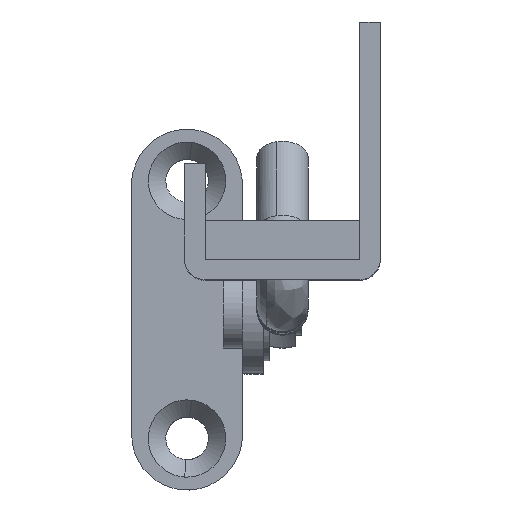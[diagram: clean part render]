
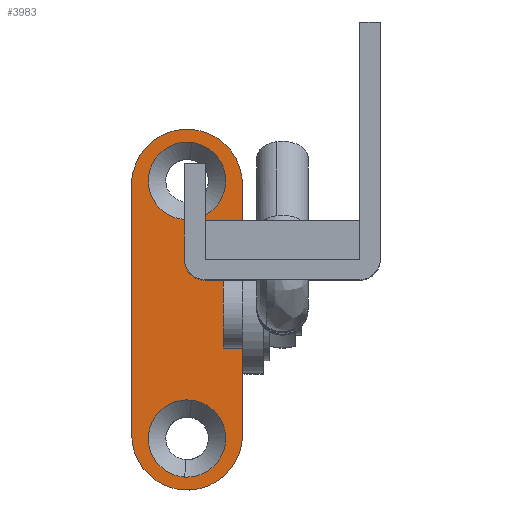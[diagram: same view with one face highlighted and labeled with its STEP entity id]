
A CAD part, top view. The second image highlights one B-rep face of the part: STEP entity #3983.
In plain terms, the highlighted free-form (B-spline) face has degree [1, 1] with [2, 2] control points.
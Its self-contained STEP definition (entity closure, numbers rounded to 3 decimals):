
#3065=CARTESIAN_POINT('',(0.354,12.979,1.6));
#3066=VERTEX_POINT('',#3065);
#3072=CARTESIAN_POINT('',(-3.0,10.0,1.6));
#3073=VERTEX_POINT('',#3072);
#3074=CARTESIAN_POINT('',(0.354,12.979,1.6));
#3075=CARTESIAN_POINT('',(0.178,13.,1.6));
#3076=CARTESIAN_POINT('',(0.0,13.0,1.6));
#3077=CARTESIAN_POINT('',(-3.0,13.,1.6));
#3078=CARTESIAN_POINT('',(-3.0,10.0,1.6));
#3086=(BOUNDED_CURVE()B_SPLINE_CURVE(2,(#3074,#3075,#3076,#3077,#3078),.UNSPECIFIED.,.F.,.U.)B_SPLINE_CURVE_WITH_KNOTS((3,2,3),(0.23,0.25,0.5),.UNSPECIFIED.)CURVE()GEOMETRIC_REPRESENTATION_ITEM()RATIONAL_B_SPLINE_CURVE((0.956,0.976,1.0,0.707,1.0))REPRESENTATION_ITEM(''));
#3087=EDGE_CURVE('',#3066,#3073,#3086,.T.);
#3089=CARTESIAN_POINT('',(-0.183,7.006,1.6));
#3090=VERTEX_POINT('',#3089);
#3091=CARTESIAN_POINT('',(-3.0,10.0,1.6));
#3092=CARTESIAN_POINT('',(-3.,7.178,1.6));
#3093=CARTESIAN_POINT('',(-0.183,7.006,1.6));
#3101=(BOUNDED_CURVE()B_SPLINE_CURVE(2,(#3091,#3092,#3093),.UNSPECIFIED.,.F.,.U.)B_SPLINE_CURVE_WITH_KNOTS((3,3),(0.5,0.739),.UNSPECIFIED.)CURVE()GEOMETRIC_REPRESENTATION_ITEM()RATIONAL_B_SPLINE_CURVE((1.0,0.72,0.976))REPRESENTATION_ITEM(''));
#3102=EDGE_CURVE('',#3073,#3090,#3101,.T.);
#3136=CARTESIAN_POINT('',(3.0,10.0,1.6));
#3137=VERTEX_POINT('',#3136);
#3138=CARTESIAN_POINT('',(-0.183,7.006,1.6));
#3139=CARTESIAN_POINT('',(-0.092,7.,1.6));
#3140=CARTESIAN_POINT('',(0.0,7.0,1.6));
#3141=CARTESIAN_POINT('',(3.0,7.,1.6));
#3142=CARTESIAN_POINT('',(3.0,10.0,1.6));
#3150=(BOUNDED_CURVE()B_SPLINE_CURVE(2,(#3138,#3139,#3140,#3141,#3142),.UNSPECIFIED.,.F.,.U.)B_SPLINE_CURVE_WITH_KNOTS((3,2,3),(0.739,0.75,1.0),.UNSPECIFIED.)CURVE()GEOMETRIC_REPRESENTATION_ITEM()RATIONAL_B_SPLINE_CURVE((0.976,0.988,1.0,0.707,1.0))REPRESENTATION_ITEM(''));
#3151=EDGE_CURVE('',#3090,#3137,#3150,.T.);
#3153=CARTESIAN_POINT('',(3.0,10.0,1.6));
#3154=CARTESIAN_POINT('',(3.,12.665,1.6));
#3155=CARTESIAN_POINT('',(0.354,12.979,1.6));
#3163=(BOUNDED_CURVE()B_SPLINE_CURVE(2,(#3153,#3154,#3155),.UNSPECIFIED.,.F.,.U.)B_SPLINE_CURVE_WITH_KNOTS((3,3),(0.0,0.23),.UNSPECIFIED.)CURVE()GEOMETRIC_REPRESENTATION_ITEM()RATIONAL_B_SPLINE_CURVE((1.0,0.731,0.956))REPRESENTATION_ITEM(''));
#3164=EDGE_CURVE('',#3137,#3066,#3163,.T.);
#3409=CARTESIAN_POINT('',(0.354,-7.021,1.6));
#3410=VERTEX_POINT('',#3409);
#3416=CARTESIAN_POINT('',(-3.0,-10.0,1.6));
#3417=VERTEX_POINT('',#3416);
#3418=CARTESIAN_POINT('',(0.354,-7.021,1.6));
#3419=CARTESIAN_POINT('',(0.178,-7.0,1.6));
#3420=CARTESIAN_POINT('',(0.0,-7.0,1.6));
#3421=CARTESIAN_POINT('',(-3.0,-7.,1.6));
#3422=CARTESIAN_POINT('',(-3.0,-10.0,1.6));
#3430=(BOUNDED_CURVE()B_SPLINE_CURVE(2,(#3418,#3419,#3420,#3421,#3422),.UNSPECIFIED.,.F.,.U.)B_SPLINE_CURVE_WITH_KNOTS((3,2,3),(0.23,0.25,0.5),.UNSPECIFIED.)CURVE()GEOMETRIC_REPRESENTATION_ITEM()RATIONAL_B_SPLINE_CURVE((0.956,0.976,1.0,0.707,1.0))REPRESENTATION_ITEM(''));
#3431=EDGE_CURVE('',#3410,#3417,#3430,.T.);
#3433=CARTESIAN_POINT('',(-0.183,-12.994,1.6));
#3434=VERTEX_POINT('',#3433);
#3435=CARTESIAN_POINT('',(-3.0,-10.0,1.6));
#3436=CARTESIAN_POINT('',(-3.,-12.822,1.6));
#3437=CARTESIAN_POINT('',(-0.183,-12.994,1.6));
#3445=(BOUNDED_CURVE()B_SPLINE_CURVE(2,(#3435,#3436,#3437),.UNSPECIFIED.,.F.,.U.)B_SPLINE_CURVE_WITH_KNOTS((3,3),(0.5,0.739),.UNSPECIFIED.)CURVE()GEOMETRIC_REPRESENTATION_ITEM()RATIONAL_B_SPLINE_CURVE((1.0,0.72,0.976))REPRESENTATION_ITEM(''));
#3446=EDGE_CURVE('',#3417,#3434,#3445,.T.);
#3480=CARTESIAN_POINT('',(3.0,-10.0,1.6));
#3481=VERTEX_POINT('',#3480);
#3482=CARTESIAN_POINT('',(-0.183,-12.994,1.6));
#3483=CARTESIAN_POINT('',(-0.092,-13.,1.6));
#3484=CARTESIAN_POINT('',(0.0,-13.0,1.6));
#3485=CARTESIAN_POINT('',(3.0,-13.,1.6));
#3486=CARTESIAN_POINT('',(3.0,-10.0,1.6));
#3494=(BOUNDED_CURVE()B_SPLINE_CURVE(2,(#3482,#3483,#3484,#3485,#3486),.UNSPECIFIED.,.F.,.U.)B_SPLINE_CURVE_WITH_KNOTS((3,2,3),(0.739,0.75,1.0),.UNSPECIFIED.)CURVE()GEOMETRIC_REPRESENTATION_ITEM()RATIONAL_B_SPLINE_CURVE((0.976,0.988,1.0,0.707,1.0))REPRESENTATION_ITEM(''));
#3495=EDGE_CURVE('',#3434,#3481,#3494,.T.);
#3497=CARTESIAN_POINT('',(3.0,-10.0,1.6));
#3498=CARTESIAN_POINT('',(3.,-7.335,1.6));
#3499=CARTESIAN_POINT('',(0.354,-7.021,1.6));
#3507=(BOUNDED_CURVE()B_SPLINE_CURVE(2,(#3497,#3498,#3499),.UNSPECIFIED.,.F.,.U.)B_SPLINE_CURVE_WITH_KNOTS((3,3),(0.0,0.23),.UNSPECIFIED.)CURVE()GEOMETRIC_REPRESENTATION_ITEM()RATIONAL_B_SPLINE_CURVE((1.0,0.731,0.956))REPRESENTATION_ITEM(''));
#3508=EDGE_CURVE('',#3481,#3410,#3507,.T.);
#3624=CARTESIAN_POINT('',(4.3,5.,1.6));
#3625=VERTEX_POINT('',#3624);
#3661=CARTESIAN_POINT('',(4.3,-5.0,1.6));
#3662=VERTEX_POINT('',#3661);
#3721=CARTESIAN_POINT('',(4.3,-5.0,1.6));
#3722=CARTESIAN_POINT('',(4.3,5.,1.6));
#3723=QUASI_UNIFORM_CURVE('',1,(#3721,#3722),.UNSPECIFIED.,.F.,.U.);
#3724=EDGE_CURVE('',#3662,#3625,#3723,.T.);
#3777=CARTESIAN_POINT('',(-4.3,9.7,1.6));
#3778=VERTEX_POINT('',#3777);
#3784=CARTESIAN_POINT('',(4.3,9.7,1.6));
#3785=VERTEX_POINT('',#3784);
#3786=CARTESIAN_POINT('',(4.3,9.7,1.6));
#3787=CARTESIAN_POINT('',(4.3,12.183,1.6));
#3788=CARTESIAN_POINT('',(2.15,13.424,1.6));
#3789=CARTESIAN_POINT('',(0.,14.665,1.6));
#3790=CARTESIAN_POINT('',(-2.15,13.424,1.6));
#3791=CARTESIAN_POINT('',(-4.3,12.183,1.6));
#3792=CARTESIAN_POINT('',(-4.3,9.7,1.6));
#3800=(BOUNDED_CURVE()B_SPLINE_CURVE(2,(#3786,#3787,#3788,#3789,#3790,#3791,#3792),.UNSPECIFIED.,.F.,.U.)B_SPLINE_CURVE_WITH_KNOTS((3,2,2,3),(0.0,0.333,0.667,1.0),.UNSPECIFIED.)CURVE()GEOMETRIC_REPRESENTATION_ITEM()RATIONAL_B_SPLINE_CURVE((1.0,0.866,1.0,0.866,1.0,0.866,1.0))REPRESENTATION_ITEM(''));
#3801=EDGE_CURVE('',#3785,#3778,#3800,.T.);
#3823=CARTESIAN_POINT('',(4.3,5.,1.6));
#3824=CARTESIAN_POINT('',(4.3,9.7,1.6));
#3825=QUASI_UNIFORM_CURVE('',1,(#3823,#3824),.UNSPECIFIED.,.F.,.U.);
#3826=EDGE_CURVE('',#3625,#3785,#3825,.T.);
#3870=CARTESIAN_POINT('',(4.3,-9.7,1.6));
#3871=VERTEX_POINT('',#3870);
#3877=CARTESIAN_POINT('',(-4.3,-9.7,1.6));
#3878=VERTEX_POINT('',#3877);
#3879=CARTESIAN_POINT('',(-4.3,-9.7,1.6));
#3880=CARTESIAN_POINT('',(-4.3,-12.183,1.6));
#3881=CARTESIAN_POINT('',(-2.15,-13.424,1.6));
#3882=CARTESIAN_POINT('',(0.,-14.665,1.6));
#3883=CARTESIAN_POINT('',(2.15,-13.424,1.6));
#3884=CARTESIAN_POINT('',(4.3,-12.183,1.6));
#3885=CARTESIAN_POINT('',(4.3,-9.7,1.6));
#3893=(BOUNDED_CURVE()B_SPLINE_CURVE(2,(#3879,#3880,#3881,#3882,#3883,#3884,#3885),.UNSPECIFIED.,.F.,.U.)B_SPLINE_CURVE_WITH_KNOTS((3,2,2,3),(0.0,0.333,0.667,1.0),.UNSPECIFIED.)CURVE()GEOMETRIC_REPRESENTATION_ITEM()RATIONAL_B_SPLINE_CURVE((1.0,0.866,1.0,0.866,1.0,0.866,1.0))REPRESENTATION_ITEM(''));
#3894=EDGE_CURVE('',#3878,#3871,#3893,.T.);
#3915=CARTESIAN_POINT('',(-4.3,9.7,1.6));
#3916=CARTESIAN_POINT('',(-4.3,-9.7,1.6));
#3917=QUASI_UNIFORM_CURVE('',1,(#3915,#3916),.UNSPECIFIED.,.F.,.U.);
#3918=EDGE_CURVE('',#3778,#3878,#3917,.T.);
#3954=CARTESIAN_POINT('',(4.73,15.399,1.6));
#3955=CARTESIAN_POINT('',(-4.73,15.399,1.6));
#3956=CARTESIAN_POINT('',(4.73,-15.399,1.6));
#3957=CARTESIAN_POINT('',(-4.73,-15.399,1.6));
#3958=B_SPLINE_SURFACE_WITH_KNOTS('',1,1,((#3954,#3956),(#3955,#3957)),.UNSPECIFIED.,.F.,.F.,.U.,(2,2),(2,2),(0.0,9.459),(0.0,30.797),.UNSPECIFIED.);
#3959=ORIENTED_EDGE('',*,*,#3918,.T.);
#3960=ORIENTED_EDGE('',*,*,#3894,.T.);
#3961=CARTESIAN_POINT('',(4.3,-9.7,1.6));
#3962=CARTESIAN_POINT('',(4.3,-5.0,1.6));
#3963=QUASI_UNIFORM_CURVE('',1,(#3961,#3962),.UNSPECIFIED.,.F.,.U.);
#3964=EDGE_CURVE('',#3871,#3662,#3963,.T.);
#3965=ORIENTED_EDGE('',*,*,#3964,.T.);
#3966=ORIENTED_EDGE('',*,*,#3724,.T.);
#3967=ORIENTED_EDGE('',*,*,#3826,.T.);
#3968=ORIENTED_EDGE('',*,*,#3801,.T.);
#3969=EDGE_LOOP('',(#3959,#3960,#3965,#3966,#3967,#3968));
#3970=FACE_OUTER_BOUND('',#3969,.T.);
#3971=ORIENTED_EDGE('',*,*,#3446,.F.);
#3972=ORIENTED_EDGE('',*,*,#3431,.F.);
#3973=ORIENTED_EDGE('',*,*,#3508,.F.);
#3974=ORIENTED_EDGE('',*,*,#3495,.F.);
#3975=EDGE_LOOP('',(#3971,#3972,#3973,#3974));
#3976=FACE_BOUND('',#3975,.T.);
#3977=ORIENTED_EDGE('',*,*,#3102,.F.);
#3978=ORIENTED_EDGE('',*,*,#3087,.F.);
#3979=ORIENTED_EDGE('',*,*,#3164,.F.);
#3980=ORIENTED_EDGE('',*,*,#3151,.F.);
#3981=EDGE_LOOP('',(#3977,#3978,#3979,#3980));
#3982=FACE_BOUND('',#3981,.T.);
#3983=ADVANCED_FACE('',(#3970,#3976,#3982),#3958,.T.);
